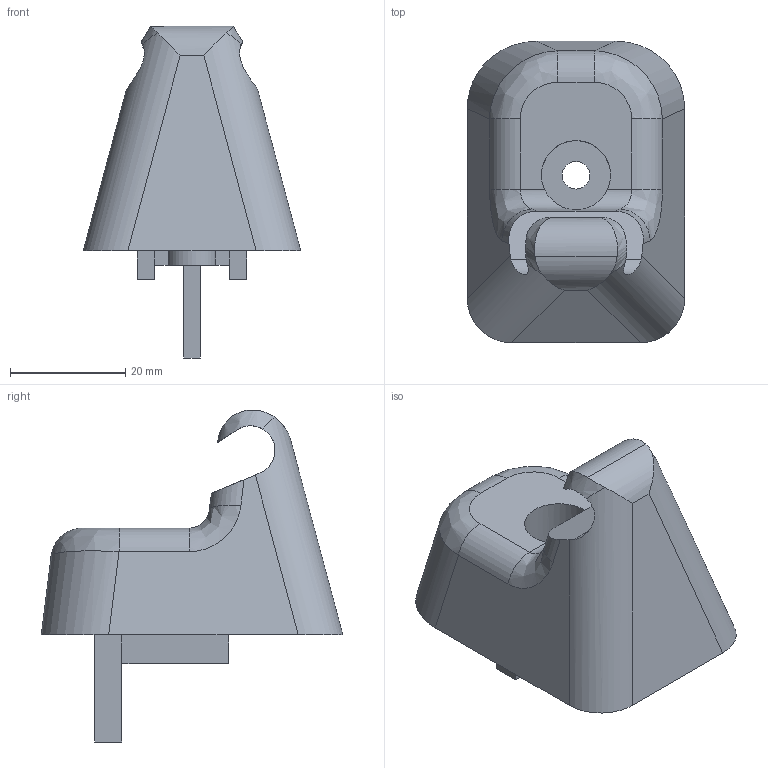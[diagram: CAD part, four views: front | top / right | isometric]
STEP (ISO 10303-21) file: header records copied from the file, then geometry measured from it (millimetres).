
FILE_DESCRIPTION(/* description */ ('','CAx-IF Rec.Pracs.---Representation and Presentation of Product Manufacturing Information (PMI)---4.0---2014-10-13'),/* implementation_level */ '2;1');
FILE_NAME(/* name */ '2008 Ford F-250 Sunvisor Clip.step',/* time_stamp */ '2024-12-12T16:41:52-06:00',/* author */ (''),/* organization */ (''),/* preprocessor_version */ 'ST-DEVELOPER v20',/* originating_system */ 'Autodesk Translation Framework v13.20.0.188',/* authorisation */ '');
FILE_SCHEMA (('AP242_MANAGED_MODEL_BASED_3D_ENGINEERING_MIM_LF { 1 0 10303 442 1 1 4 }'));
Length unit declared in the file: millimetre
Products named in the file (2): 2008 Ford F-250 Sunvisor Clip; 2008 Ford F-250 Sunvisor Clip_1
Assembly tree (1 placements, depth 2):
  2008 Ford F-250 Sunvisor Clip
    2008 Ford F-250 Sunvisor Clip_1
Bounding box: 37.7 x 52.3 x 57.59 mm (x, y, z)
Volume: 31240.4 mm3; surface area: 8275 mm2
Topology: 1 solids, 1 shells, 56 faces, 151 edges, 98 vertices
Faces by surface type: plane 31, cylinder 19, bspline 6
Full cylindrical faces by diameter (mm): 4.8 x1, 12 x1
Entity records: 2094 total; most frequent: CARTESIAN_POINT 652, ORIENTED_EDGE 302, DIRECTION 275, EDGE_CURVE 151, VERTEX_POINT 98, LINE 97, VECTOR 97, AXIS2_PLACEMENT_3D 89
